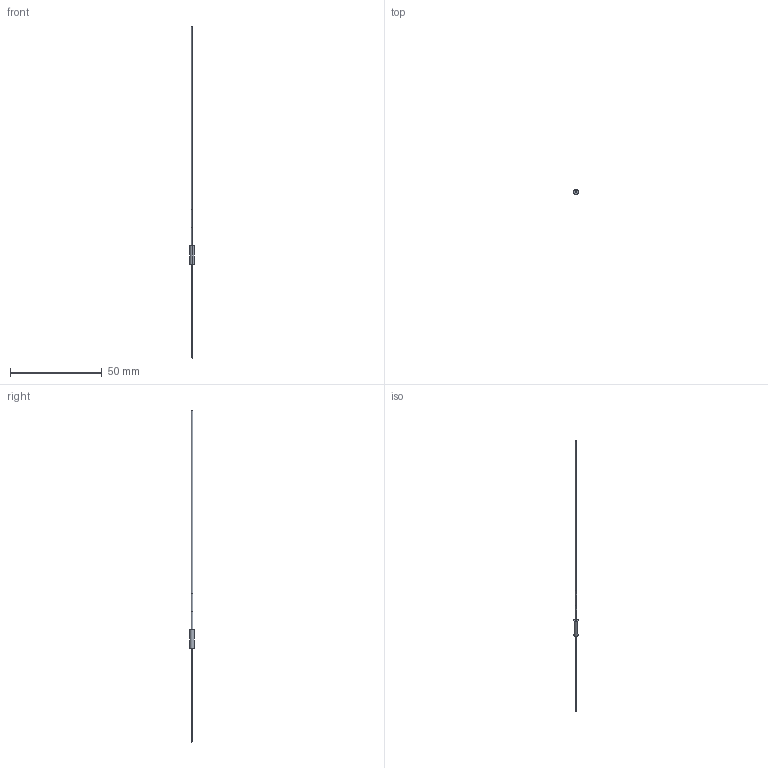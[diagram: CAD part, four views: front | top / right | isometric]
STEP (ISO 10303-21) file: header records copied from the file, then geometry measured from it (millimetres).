
FILE_DESCRIPTION((''),'2;1');
FILE_NAME('193965_ASM','2016-03-09T',('pdmadmin'),(''),'PRO/ENGINEER BY PARAMETRIC TECHNOLOGY CORPORATION, 2013230','PRO/ENGINEER BY PARAMETRIC TECHNOLOGY CORPORATION, 2013230','');
FILE_SCHEMA(('CONFIG_CONTROL_DESIGN'));
Length unit declared in the file: inch
Products named in the file (6): 39447_AF0; 39448_AF0; 30800_AF0; FIBER_CORE_-25_010_AF0; 48017_ASM; 193965_ASM
Assembly tree (5 placements, depth 3):
  193965_ASM
    48017_ASM
      39447_AF0
      39448_AF0
      30800_AF0
      FIBER_CORE_-25_010_AF0
Bounding box: 2.54 x 2.54 x 181.16 mm (x, y, z)
Volume: 150.2 mm3; surface area: 739.8 mm2
Topology: 4 solids, 5 shells, 42 faces, 82 edges, 48 vertices
Faces by surface type: cylinder 22, plane 8, cone 8, bspline 4
Entity records: 1439 total; most frequent: CARTESIAN_POINT 395, DIRECTION 232, ORIENTED_EDGE 160, AXIS2_PLACEMENT_3D 101, EDGE_CURVE 82, VERTEX_POINT 48, EDGE_LOOP 46, CIRCLE 46
